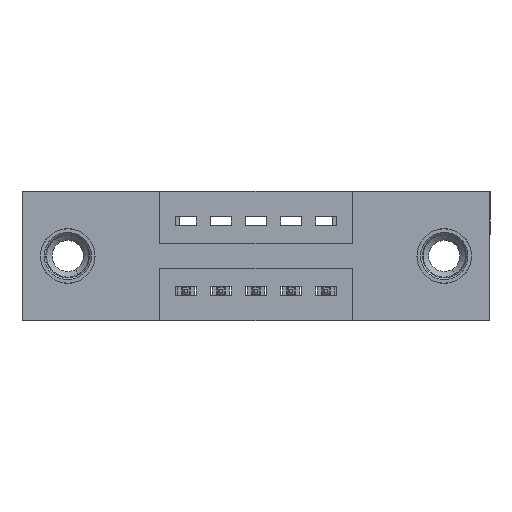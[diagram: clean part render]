
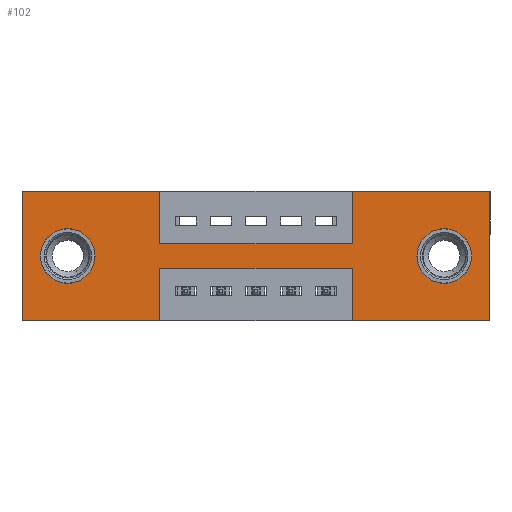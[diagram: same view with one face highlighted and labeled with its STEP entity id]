
A CAD part, front view. The second image highlights one B-rep face of the part: STEP entity #102.
In plain terms, the highlighted planar face has unit normal (0, -1, 0).
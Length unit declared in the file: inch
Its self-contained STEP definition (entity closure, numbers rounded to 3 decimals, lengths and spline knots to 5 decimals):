
#7 = LINE ( 'NONE', #4274, #1698 ) ;
#102 = ADVANCED_FACE ( 'NONE', ( #1081, #10310, #7768 ), #4456, .T. ) ;
#168 = LINE ( 'NONE', #3664, #2811 ) ;
#292 = EDGE_CURVE ( 'NONE', #5674, #5239, #5961, .T. ) ;
#332 = VERTEX_POINT ( 'NONE', #9136 ) ;
#367 = CARTESIAN_POINT ( 'NONE',  ( 0.13, 0., -0.263 ) ) ;
#398 = VERTEX_POINT ( 'NONE', #8584 ) ;
#666 = EDGE_LOOP ( 'NONE', ( #10189, #6126 ) ) ;
#755 = DIRECTION ( 'NONE',  ( -1., 0., 0. ) ) ;
#858 = CARTESIAN_POINT ( 'NONE',  ( 0.9425, 0., -0.15 ) ) ;
#1081 = FACE_BOUND ( 'NONE', #3899, .T. ) ;
#1194 = VERTEX_POINT ( 'NONE', #9307 ) ;
#1221 = LINE ( 'NONE', #3713, #9783 ) ;
#1410 = EDGE_CURVE ( 'NONE', #6266, #7993, #5053, .T. ) ;
#1494 = AXIS2_PLACEMENT_3D ( 'NONE', #6778, #5894, #9389 ) ;
#1583 = EDGE_CURVE ( 'NONE', #5538, #5119, #168, .T. ) ;
#1680 = CARTESIAN_POINT ( 'NONE',  ( 0.3925, 0., 0. ) ) ;
#1698 = VECTOR ( 'NONE', #5891, 39.37008 ) ;
#1860 = CARTESIAN_POINT ( 'NONE',  ( 0.9425, 0., 0. ) ) ;
#1933 = ORIENTED_EDGE ( 'NONE', *, *, #7181, .F. ) ;
#2015 = DIRECTION ( 'NONE',  ( 0., 1., 0. ) ) ;
#2074 = CARTESIAN_POINT ( 'NONE',  ( 0.9425, 0., -0.37 ) ) ;
#2199 = VECTOR ( 'NONE', #2270, 39.37008 ) ;
#2270 = DIRECTION ( 'NONE',  ( 0., 0., -1. ) ) ;
#2516 = ORIENTED_EDGE ( 'NONE', *, *, #3453, .F. ) ;
#2541 = CARTESIAN_POINT ( 'NONE',  ( 0.13, 0., -0.185 ) ) ;
#2564 = CIRCLE ( 'NONE', #1494, 0.078 ) ;
#2811 = VECTOR ( 'NONE', #7915, 39.37008 ) ;
#2898 = EDGE_CURVE ( 'NONE', #7993, #332, #1221, .T. ) ;
#2986 = LINE ( 'NONE', #9768, #6226 ) ;
#3175 = VERTEX_POINT ( 'NONE', #6880 ) ;
#3332 = LINE ( 'NONE', #7581, #4506 ) ;
#3342 = ORIENTED_EDGE ( 'NONE', *, *, #8404, .F. ) ;
#3354 = EDGE_CURVE ( 'NONE', #5239, #6266, #2986, .T. ) ;
#3453 = EDGE_CURVE ( 'NONE', #3175, #5538, #4919, .T. ) ;
#3470 = DIRECTION ( 'NONE',  ( 0., 1., 0. ) ) ;
#3664 = CARTESIAN_POINT ( 'NONE',  ( 0.9425, 0., 0. ) ) ;
#3666 = VERTEX_POINT ( 'NONE', #7485 ) ;
#3713 = CARTESIAN_POINT ( 'NONE',  ( 0.3925, 0., -0.37 ) ) ;
#3885 = AXIS2_PLACEMENT_3D ( 'NONE', #6184, #4357, #7939 ) ;
#3899 = EDGE_LOOP ( 'NONE', ( #10291, #8300 ) ) ;
#4009 = CIRCLE ( 'NONE', #9870, 0.078 ) ;
#4127 = DIRECTION ( 'NONE',  ( -1., 0., 0. ) ) ;
#4254 = LINE ( 'NONE', #7616, #8296 ) ;
#4274 = CARTESIAN_POINT ( 'NONE',  ( 0., 0., -0.37 ) ) ;
#4357 = DIRECTION ( 'NONE',  ( 0., -1., 0. ) ) ;
#4456 = PLANE ( 'NONE',  #3885 ) ;
#4506 = VECTOR ( 'NONE', #6000, 39.37008 ) ;
#4527 = VECTOR ( 'NONE', #6762, 39.37008 ) ;
#4833 = AXIS2_PLACEMENT_3D ( 'NONE', #8699, #2015, #8096 ) ;
#4884 = VERTEX_POINT ( 'NONE', #367 ) ;
#4919 = LINE ( 'NONE', #10832, #8390 ) ;
#5053 = LINE ( 'NONE', #10858, #6936 ) ;
#5087 = VERTEX_POINT ( 'NONE', #6799 ) ;
#5119 = VERTEX_POINT ( 'NONE', #1860 ) ;
#5137 = DIRECTION ( 'NONE',  ( 1., 0., 0. ) ) ;
#5141 = CARTESIAN_POINT ( 'NONE',  ( 0., 0., 0. ) ) ;
#5171 = LINE ( 'NONE', #1680, #5934 ) ;
#5239 = VERTEX_POINT ( 'NONE', #2074 ) ;
#5464 = EDGE_CURVE ( 'NONE', #3666, #3175, #5171, .T. ) ;
#5538 = VERTEX_POINT ( 'NONE', #858 ) ;
#5674 = VERTEX_POINT ( 'NONE', #7977 ) ;
#5859 = ORIENTED_EDGE ( 'NONE', *, *, #1410, .F. ) ;
#5891 = DIRECTION ( 'NONE',  ( -1., 0., 0. ) ) ;
#5894 = DIRECTION ( 'NONE',  ( 0., 1., 0. ) ) ;
#5934 = VECTOR ( 'NONE', #7538, 39.37008 ) ;
#5959 = EDGE_CURVE ( 'NONE', #8527, #3666, #3332, .T. ) ;
#5961 = LINE ( 'NONE', #6792, #8347 ) ;
#5965 = VERTEX_POINT ( 'NONE', #9387 ) ;
#5984 = CARTESIAN_POINT ( 'NONE',  ( 0.9425, 0., -0.22 ) ) ;
#6000 = DIRECTION ( 'NONE',  ( 1., 0., 0. ) ) ;
#6126 = ORIENTED_EDGE ( 'NONE', *, *, #10273, .T. ) ;
#6184 = CARTESIAN_POINT ( 'NONE',  ( 0., 0., -0.37 ) ) ;
#6226 = VECTOR ( 'NONE', #6415, 39.37008 ) ;
#6266 = VERTEX_POINT ( 'NONE', #5984 ) ;
#6281 = CARTESIAN_POINT ( 'NONE',  ( 1.205, 0., -0.107 ) ) ;
#6415 = DIRECTION ( 'NONE',  ( 0., 0., 1. ) ) ;
#6660 = DIRECTION ( 'NONE',  ( 0., 1., 0. ) ) ;
#6744 = ORIENTED_EDGE ( 'NONE', *, *, #3354, .F. ) ;
#6762 = DIRECTION ( 'NONE',  ( 0., 0., 1. ) ) ;
#6778 = CARTESIAN_POINT ( 'NONE',  ( 1.205, 0., -0.185 ) ) ;
#6780 = VERTEX_POINT ( 'NONE', #6281 ) ;
#6792 = CARTESIAN_POINT ( 'NONE',  ( 0., 0., -0.37 ) ) ;
#6799 = CARTESIAN_POINT ( 'NONE',  ( 0., 0., -0.37 ) ) ;
#6880 = CARTESIAN_POINT ( 'NONE',  ( 0.3925, 0., -0.15 ) ) ;
#6936 = VECTOR ( 'NONE', #4127, 39.37008 ) ;
#6943 = EDGE_CURVE ( 'NONE', #6780, #5965, #2564, .T. ) ;
#6978 = DIRECTION ( 'NONE',  ( 0., 0., 1. ) ) ;
#7181 = EDGE_CURVE ( 'NONE', #1194, #5674, #8180, .T. ) ;
#7191 = CARTESIAN_POINT ( 'NONE',  ( 0.3925, 0., -0.22 ) ) ;
#7485 = CARTESIAN_POINT ( 'NONE',  ( 0.3925, 0., 0. ) ) ;
#7538 = DIRECTION ( 'NONE',  ( 0., 0., -1. ) ) ;
#7581 = CARTESIAN_POINT ( 'NONE',  ( 0., 0., 0. ) ) ;
#7616 = CARTESIAN_POINT ( 'NONE',  ( 0., 0., 0. ) ) ;
#7768 = FACE_OUTER_BOUND ( 'NONE', #8272, .T. ) ;
#7915 = DIRECTION ( 'NONE',  ( 0., 0., 1. ) ) ;
#7939 = DIRECTION ( 'NONE',  ( 0., 0., -1. ) ) ;
#7962 = AXIS2_PLACEMENT_3D ( 'NONE', #8511, #6660, #10122 ) ;
#7977 = CARTESIAN_POINT ( 'NONE',  ( 1.335, 0., -0.37 ) ) ;
#7993 = VERTEX_POINT ( 'NONE', #7191 ) ;
#8096 = DIRECTION ( 'NONE',  ( 0., 0., -1. ) ) ;
#8180 = LINE ( 'NONE', #8236, #2199 ) ;
#8188 = DIRECTION ( 'NONE',  ( 0., 0., -1. ) ) ;
#8236 = CARTESIAN_POINT ( 'NONE',  ( 1.335, 0., 0. ) ) ;
#8262 = ORIENTED_EDGE ( 'NONE', *, *, #8987, .F. ) ;
#8272 = EDGE_LOOP ( 'NONE', ( #10827, #5859, #6744, #9201, #1933, #8262, #9647, #2516, #9684, #9697, #10491, #3342 ) ) ;
#8296 = VECTOR ( 'NONE', #5137, 39.37008 ) ;
#8300 = ORIENTED_EDGE ( 'NONE', *, *, #10755, .T. ) ;
#8347 = VECTOR ( 'NONE', #755, 39.37008 ) ;
#8390 = VECTOR ( 'NONE', #10108, 39.37008 ) ;
#8404 = EDGE_CURVE ( 'NONE', #332, #5087, #7, .T. ) ;
#8511 = CARTESIAN_POINT ( 'NONE',  ( 0.13, 0., -0.185 ) ) ;
#8527 = VERTEX_POINT ( 'NONE', #9557 ) ;
#8584 = CARTESIAN_POINT ( 'NONE',  ( 0.13, 0., -0.107 ) ) ;
#8699 = CARTESIAN_POINT ( 'NONE',  ( 1.205, 0., -0.185 ) ) ;
#8939 = EDGE_CURVE ( 'NONE', #398, #4884, #4009, .T. ) ;
#8987 = EDGE_CURVE ( 'NONE', #5119, #1194, #4254, .T. ) ;
#9114 = CIRCLE ( 'NONE', #4833, 0.078 ) ;
#9136 = CARTESIAN_POINT ( 'NONE',  ( 0.3925, 0., -0.37 ) ) ;
#9165 = EDGE_CURVE ( 'NONE', #5087, #8527, #10213, .T. ) ;
#9201 = ORIENTED_EDGE ( 'NONE', *, *, #292, .F. ) ;
#9307 = CARTESIAN_POINT ( 'NONE',  ( 1.335, 0., 0. ) ) ;
#9387 = CARTESIAN_POINT ( 'NONE',  ( 1.205, 0., -0.263 ) ) ;
#9389 = DIRECTION ( 'NONE',  ( 0., 0., -1. ) ) ;
#9547 = CIRCLE ( 'NONE', #7962, 0.078 ) ;
#9557 = CARTESIAN_POINT ( 'NONE',  ( 0., 0., 0. ) ) ;
#9647 = ORIENTED_EDGE ( 'NONE', *, *, #1583, .F. ) ;
#9684 = ORIENTED_EDGE ( 'NONE', *, *, #5464, .F. ) ;
#9697 = ORIENTED_EDGE ( 'NONE', *, *, #5959, .F. ) ;
#9768 = CARTESIAN_POINT ( 'NONE',  ( 0.9425, 0., -0.37 ) ) ;
#9783 = VECTOR ( 'NONE', #8188, 39.37008 ) ;
#9870 = AXIS2_PLACEMENT_3D ( 'NONE', #2541, #3470, #6978 ) ;
#10108 = DIRECTION ( 'NONE',  ( 1., 0., 0. ) ) ;
#10122 = DIRECTION ( 'NONE',  ( 0., 0., 1. ) ) ;
#10189 = ORIENTED_EDGE ( 'NONE', *, *, #8939, .T. ) ;
#10213 = LINE ( 'NONE', #5141, #4527 ) ;
#10273 = EDGE_CURVE ( 'NONE', #4884, #398, #9547, .T. ) ;
#10291 = ORIENTED_EDGE ( 'NONE', *, *, #6943, .T. ) ;
#10310 = FACE_BOUND ( 'NONE', #666, .T. ) ;
#10491 = ORIENTED_EDGE ( 'NONE', *, *, #9165, .F. ) ;
#10755 = EDGE_CURVE ( 'NONE', #5965, #6780, #9114, .T. ) ;
#10827 = ORIENTED_EDGE ( 'NONE', *, *, #2898, .F. ) ;
#10832 = CARTESIAN_POINT ( 'NONE',  ( 0.3925, 0., -0.15 ) ) ;
#10858 = CARTESIAN_POINT ( 'NONE',  ( 0.3925, 0., -0.22 ) ) ;
